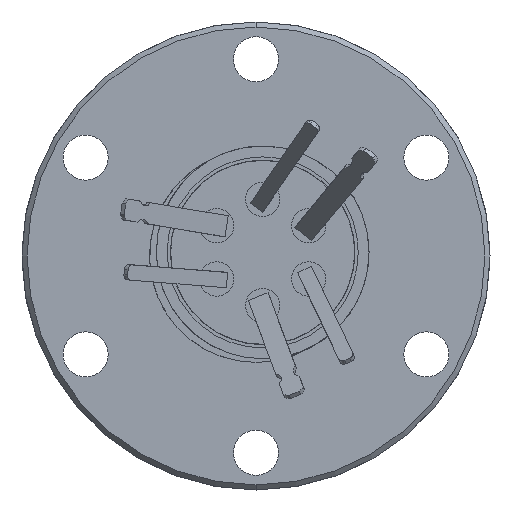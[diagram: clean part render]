
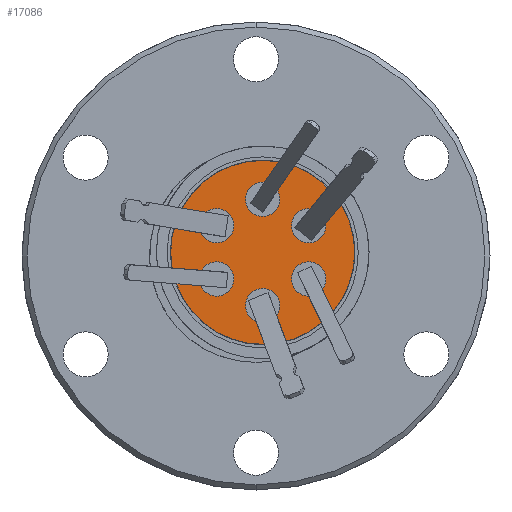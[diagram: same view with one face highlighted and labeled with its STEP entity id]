
A CAD part, front view. The second image highlights one B-rep face of the part: STEP entity #17086.
In plain terms, the highlighted planar face has unit normal (0, -1, 0).
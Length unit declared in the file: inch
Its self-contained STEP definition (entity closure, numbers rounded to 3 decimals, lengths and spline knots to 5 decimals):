
#1983 = CARTESIAN_POINT ( 'NONE',  ( 0.03921, -2.09412, -0.29123 ) ) ;
#1984 = DIRECTION ( 'NONE',  ( 0., 1., 0. ) ) ;
#1985 = DIRECTION ( 'NONE',  ( 0., 0., 1. ) ) ;
#1993 = CARTESIAN_POINT ( 'NONE',  ( 0.30985, -2.09412, 0.17752 ) ) ;
#1994 = DIRECTION ( 'NONE',  ( 0., 1., 0. ) ) ;
#1995 = DIRECTION ( 'NONE',  ( -1., 0., 0. ) ) ;
#2018 = CARTESIAN_POINT ( 'NONE',  ( 0.30985, -2.09412, -0.13498 ) ) ;
#2019 = DIRECTION ( 'NONE',  ( 0., 1., 0. ) ) ;
#2020 = DIRECTION ( 'NONE',  ( 0., 0., 1. ) ) ;
#2480 = CARTESIAN_POINT ( 'NONE',  ( 0.03921, -2.09412, 0.02127 ) ) ;
#2481 = DIRECTION ( 'NONE',  ( 0., 1., 0. ) ) ;
#2482 = DIRECTION ( 'NONE',  ( -1., 0., 0. ) ) ;
#2588 = CARTESIAN_POINT ( 'NONE',  ( 0.03921, -2.09412, -0.29123 ) ) ;
#2589 = DIRECTION ( 'NONE',  ( 0., 1., 0. ) ) ;
#2590 = DIRECTION ( 'NONE',  ( 0., 0., 1. ) ) ;
#3451 = CARTESIAN_POINT ( 'NONE',  ( 0.03921, -2.09412, 0.33377 ) ) ;
#3453 = DIRECTION ( 'NONE',  ( 0., 1., 0. ) ) ;
#3455 = DIRECTION ( 'NONE',  ( 0., 0., 1. ) ) ;
#3941 = CARTESIAN_POINT ( 'NONE',  ( 0.57971, -2.09412, 0.02127 ) ) ;
#3952 = CARTESIAN_POINT ( 'NONE',  ( 0.03921, -2.09412, 0.43477 ) ) ;
#3957 = CARTESIAN_POINT ( 'NONE',  ( 0.03921, -2.09412, -0.19023 ) ) ;
#3978 = CARTESIAN_POINT ( 'NONE',  ( 0.41085, -2.09412, 0.17752 ) ) ;
#3982 = CARTESIAN_POINT ( 'NONE',  ( 0.03921, -2.09412, 0.23277 ) ) ;
#3990 = CARTESIAN_POINT ( 'NONE',  ( -0.23142, -2.09412, -0.23598 ) ) ;
#3993 = CARTESIAN_POINT ( 'NONE',  ( 0.20885, -2.09412, 0.17752 ) ) ;
#4005 = CARTESIAN_POINT ( 'NONE',  ( 0.30985, -2.09412, -0.23598 ) ) ;
#4029 = CARTESIAN_POINT ( 'NONE',  ( -0.23142, -2.09412, 0.27852 ) ) ;
#4031 = CARTESIAN_POINT ( 'NONE',  ( -0.23142, -2.09412, -0.03398 ) ) ;
#4036 = CARTESIAN_POINT ( 'NONE',  ( -0.23142, -2.09412, 0.07652 ) ) ;
#4037 = CARTESIAN_POINT ( 'NONE',  ( -0.50129, -2.09412, 0.02127 ) ) ;
#4041 = CARTESIAN_POINT ( 'NONE',  ( 0.03921, -2.09412, -0.39223 ) ) ;
#4058 = CARTESIAN_POINT ( 'NONE',  ( 0.30985, -2.09412, -0.03398 ) ) ;
#4406 = CARTESIAN_POINT ( 'NONE',  ( 0.03921, -2.09412, 0.33377 ) ) ;
#4407 = DIRECTION ( 'NONE',  ( 0., 1., 0. ) ) ;
#4408 = DIRECTION ( 'NONE',  ( 0., 0., 1. ) ) ;
#4492 = CIRCLE ( 'NONE', #4500, 0.101 ) ;
#4500 = AXIS2_PLACEMENT_3D ( 'NONE', #15902, #15903, #15904 ) ;
#4518 = AXIS2_PLACEMENT_3D ( 'NONE', #1983, #1984, #1985 ) ;
#4695 = AXIS2_PLACEMENT_3D ( 'NONE', #2018, #2019, #2020 ) ;
#4698 = AXIS2_PLACEMENT_3D ( 'NONE', #1993, #1994, #1995 ) ;
#4701 = CIRCLE ( 'NONE', #4695, 0.101 ) ;
#4857 = AXIS2_PLACEMENT_3D ( 'NONE', #15803, #15804, #15805 ) ;
#4859 = CIRCLE ( 'NONE', #4518, 0.101 ) ;
#4895 = AXIS2_PLACEMENT_3D ( 'NONE', #4406, #4407, #4408 ) ;
#4903 = CIRCLE ( 'NONE', #4895, 0.101 ) ;
#4952 = CIRCLE ( 'NONE', #4698, 0.101 ) ;
#5057 = CIRCLE ( 'NONE', #5066, 0.5405 ) ;
#5066 = AXIS2_PLACEMENT_3D ( 'NONE', #2480, #2481, #2482 ) ;
#5079 = CIRCLE ( 'NONE', #5087, 0.101 ) ;
#5087 = AXIS2_PLACEMENT_3D ( 'NONE', #2588, #2589, #2590 ) ;
#5201 = CIRCLE ( 'NONE', #5203, 0.101 ) ;
#5203 = AXIS2_PLACEMENT_3D ( 'NONE', #3451, #3453, #3455 ) ;
#5273 = CIRCLE ( 'NONE', #5282, 0.101 ) ;
#5277 = CIRCLE ( 'NONE', #4857, 0.101 ) ;
#5282 = AXIS2_PLACEMENT_3D ( 'NONE', #15635, #15636, #15637 ) ;
#5299 = CIRCLE ( 'NONE', #5304, 0.101 ) ;
#5304 = AXIS2_PLACEMENT_3D ( 'NONE', #15699, #15700, #15701 ) ;
#5879 = CARTESIAN_POINT ( 'NONE',  ( 0.03921, -2.09412, 0.02127 ) ) ;
#5880 = DIRECTION ( 'NONE',  ( 0., 1., 0. ) ) ;
#5881 = DIRECTION ( 'NONE',  ( -1., 0., 0. ) ) ;
#6863 = AXIS2_PLACEMENT_3D ( 'NONE', #16308, #16309, #16310 ) ;
#6864 = CIRCLE ( 'NONE', #6863, 0.101 ) ;
#6900 = AXIS2_PLACEMENT_3D ( 'NONE', #16252, #16253, #16254 ) ;
#6906 = CIRCLE ( 'NONE', #6900, 0.101 ) ;
#7130 = AXIS2_PLACEMENT_3D ( 'NONE', #14942, #14944, #14945 ) ;
#9914 = ORIENTED_EDGE ( 'NONE', *, *, #12219, .T. ) ;
#9943 = ORIENTED_EDGE ( 'NONE', *, *, #12213, .T. ) ;
#9957 = ORIENTED_EDGE ( 'NONE', *, *, #12516, .T. ) ;
#9973 = ORIENTED_EDGE ( 'NONE', *, *, #12548, .T. ) ;
#9987 = ORIENTED_EDGE ( 'NONE', *, *, #12579, .T. ) ;
#10011 = ORIENTED_EDGE ( 'NONE', *, *, #12210, .T. ) ;
#10015 = ORIENTED_EDGE ( 'NONE', *, *, #12500, .T. ) ;
#10016 = ORIENTED_EDGE ( 'NONE', *, *, #12356, .T. ) ;
#10019 = ORIENTED_EDGE ( 'NONE', *, *, #17867, .F. ) ;
#10030 = ORIENTED_EDGE ( 'NONE', *, *, #12689, .T. ) ;
#10043 = ORIENTED_EDGE ( 'NONE', *, *, #12340, .F. ) ;
#10053 = ORIENTED_EDGE ( 'NONE', *, *, #12672, .T. ) ;
#10067 = ORIENTED_EDGE ( 'NONE', *, *, #12444, .T. ) ;
#10088 = ORIENTED_EDGE ( 'NONE', *, *, #12024, .T. ) ;
#10634 = EDGE_LOOP ( 'NONE', ( #10015, #9973 ) ) ;
#10637 = EDGE_LOOP ( 'NONE', ( #9987, #9943 ) ) ;
#10638 = EDGE_LOOP ( 'NONE', ( #9957, #9914 ) ) ;
#10640 = EDGE_LOOP ( 'NONE', ( #10011, #10016 ) ) ;
#10645 = EDGE_LOOP ( 'NONE', ( #10043, #10019 ) ) ;
#10655 = EDGE_LOOP ( 'NONE', ( #10053, #10030 ) ) ;
#10660 = EDGE_LOOP ( 'NONE', ( #10088, #10067 ) ) ;
#11046 = VERTEX_POINT ( 'NONE', #3941 ) ;
#11057 = VERTEX_POINT ( 'NONE', #3952 ) ;
#11062 = VERTEX_POINT ( 'NONE', #3957 ) ;
#11083 = VERTEX_POINT ( 'NONE', #3978 ) ;
#11087 = VERTEX_POINT ( 'NONE', #3982 ) ;
#11095 = VERTEX_POINT ( 'NONE', #3990 ) ;
#11098 = VERTEX_POINT ( 'NONE', #3993 ) ;
#11110 = VERTEX_POINT ( 'NONE', #4005 ) ;
#11137 = VERTEX_POINT ( 'NONE', #4029 ) ;
#11140 = VERTEX_POINT ( 'NONE', #4031 ) ;
#11145 = VERTEX_POINT ( 'NONE', #4036 ) ;
#11146 = VERTEX_POINT ( 'NONE', #4037 ) ;
#11151 = VERTEX_POINT ( 'NONE', #4041 ) ;
#11173 = VERTEX_POINT ( 'NONE', #4058 ) ;
#12024 = EDGE_CURVE ( 'NONE', #11057, #11087, #4903, .T. ) ;
#12210 = EDGE_CURVE ( 'NONE', #11062, #11151, #4859, .T. ) ;
#12213 = EDGE_CURVE ( 'NONE', #11083, #11098, #4952, .T. ) ;
#12219 = EDGE_CURVE ( 'NONE', #11110, #11173, #4701, .T. ) ;
#12340 = EDGE_CURVE ( 'NONE', #11146, #11046, #5057, .T. ) ;
#12356 = EDGE_CURVE ( 'NONE', #11151, #11062, #5079, .T. ) ;
#12444 = EDGE_CURVE ( 'NONE', #11087, #11057, #5201, .T. ) ;
#12500 = EDGE_CURVE ( 'NONE', #11137, #11145, #5273, .T. ) ;
#12516 = EDGE_CURVE ( 'NONE', #11173, #11110, #5299, .T. ) ;
#12548 = EDGE_CURVE ( 'NONE', #11145, #11137, #5277, .T. ) ;
#12579 = EDGE_CURVE ( 'NONE', #11098, #11083, #4492, .T. ) ;
#12672 = EDGE_CURVE ( 'NONE', #11140, #11095, #6906, .T. ) ;
#12689 = EDGE_CURVE ( 'NONE', #11095, #11140, #6864, .T. ) ;
#13230 = CIRCLE ( 'NONE', #13255, 0.5405 ) ;
#13255 = AXIS2_PLACEMENT_3D ( 'NONE', #5879, #5880, #5881 ) ;
#14934 = FACE_BOUND ( 'NONE', #10634, .T. ) ;
#14935 = FACE_BOUND ( 'NONE', #10640, .T. ) ;
#14936 = FACE_BOUND ( 'NONE', #10637, .T. ) ;
#14937 = FACE_BOUND ( 'NONE', #10660, .T. ) ;
#14938 = FACE_BOUND ( 'NONE', #10638, .T. ) ;
#14939 = FACE_BOUND ( 'NONE', #10655, .T. ) ;
#14941 = FACE_OUTER_BOUND ( 'NONE', #10645, .T. ) ;
#14942 = CARTESIAN_POINT ( 'NONE',  ( 0.03921, -2.09412, 0.02127 ) ) ;
#14943 = PLANE ( 'NONE',  #7130 ) ;
#14944 = DIRECTION ( 'NONE',  ( 0., -1., 0. ) ) ;
#14945 = DIRECTION ( 'NONE',  ( 1., 0., 0. ) ) ;
#15635 = CARTESIAN_POINT ( 'NONE',  ( -0.23142, -2.09412, 0.17752 ) ) ;
#15636 = DIRECTION ( 'NONE',  ( 0., 1., 0. ) ) ;
#15637 = DIRECTION ( 'NONE',  ( 0., 0., 1. ) ) ;
#15699 = CARTESIAN_POINT ( 'NONE',  ( 0.30985, -2.09412, -0.13498 ) ) ;
#15700 = DIRECTION ( 'NONE',  ( 0., 1., 0. ) ) ;
#15701 = DIRECTION ( 'NONE',  ( 0., 0., 1. ) ) ;
#15803 = CARTESIAN_POINT ( 'NONE',  ( -0.23142, -2.09412, 0.17752 ) ) ;
#15804 = DIRECTION ( 'NONE',  ( 0., 1., 0. ) ) ;
#15805 = DIRECTION ( 'NONE',  ( 0., 0., 1. ) ) ;
#15902 = CARTESIAN_POINT ( 'NONE',  ( 0.30985, -2.09412, 0.17752 ) ) ;
#15903 = DIRECTION ( 'NONE',  ( 0., 1., 0. ) ) ;
#15904 = DIRECTION ( 'NONE',  ( -1., 0., 0. ) ) ;
#16252 = CARTESIAN_POINT ( 'NONE',  ( -0.23142, -2.09412, -0.13498 ) ) ;
#16253 = DIRECTION ( 'NONE',  ( 0., 1., 0. ) ) ;
#16254 = DIRECTION ( 'NONE',  ( 0., 0., 1. ) ) ;
#16308 = CARTESIAN_POINT ( 'NONE',  ( -0.23142, -2.09412, -0.13498 ) ) ;
#16309 = DIRECTION ( 'NONE',  ( 0., 1., 0. ) ) ;
#16310 = DIRECTION ( 'NONE',  ( 0., 0., 1. ) ) ;
#17086 = ADVANCED_FACE ( 'NONE', ( #14935, #14937, #14939, #14941, #14934, #14936, #14938 ), #14943, .T. ) ;
#17867 = EDGE_CURVE ( 'NONE', #11046, #11146, #13230, .T. ) ;
